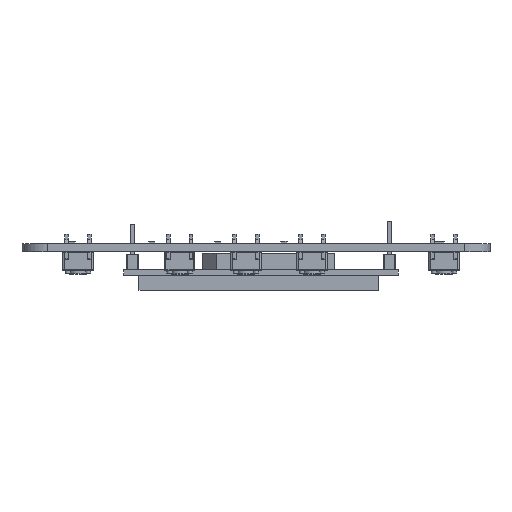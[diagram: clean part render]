
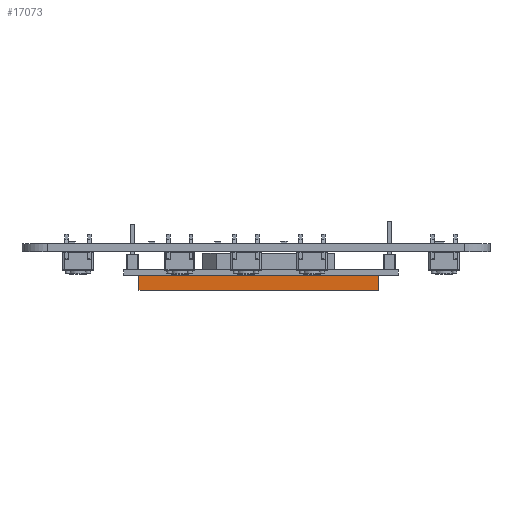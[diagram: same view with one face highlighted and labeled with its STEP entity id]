
A CAD part, left-side view. The second image highlights one B-rep face of the part: STEP entity #17073.
In plain terms, the highlighted face is planar.
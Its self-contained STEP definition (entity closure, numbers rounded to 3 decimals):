
#15936 = VERTEX_POINT('',#15937);
#15937 = CARTESIAN_POINT('',(3.,40.,1.));
#15945 = EDGE_CURVE('',#15946,#15936,#15948,.T.);
#15946 = VERTEX_POINT('',#15947);
#15947 = CARTESIAN_POINT('',(50.,40.,1.));
#15948 = LINE('',#15949,#15950);
#15949 = CARTESIAN_POINT('',(3.,40.,1.));
#15950 = VECTOR('',#15951,1.);
#15951 = DIRECTION('',(-1.,-0.,-0.));
#16800 = VERTEX_POINT('',#16801);
#16801 = CARTESIAN_POINT('',(3.,40.,4.));
#16818 = VERTEX_POINT('',#16819);
#16819 = CARTESIAN_POINT('',(50.,40.,4.));
#16825 = EDGE_CURVE('',#16818,#16800,#16826,.T.);
#16826 = LINE('',#16827,#16828);
#16827 = CARTESIAN_POINT('',(3.,40.,4.));
#16828 = VECTOR('',#16829,1.);
#16829 = DIRECTION('',(-1.,-0.,-0.));
#17029 = EDGE_CURVE('',#16800,#15936,#17030,.T.);
#17030 = LINE('',#17031,#17032);
#17031 = CARTESIAN_POINT('',(3.,40.,4.));
#17032 = VECTOR('',#17033,1.);
#17033 = DIRECTION('',(-0.,-0.,-1.));
#17061 = EDGE_CURVE('',#16818,#15946,#17062,.T.);
#17062 = LINE('',#17063,#17064);
#17063 = CARTESIAN_POINT('',(50.,40.,4.));
#17064 = VECTOR('',#17065,1.);
#17065 = DIRECTION('',(-0.,-0.,-1.));
#17073 = ADVANCED_FACE('',(#17074),#17080,.F.);
#17074 = FACE_BOUND('',#17075,.T.);
#17075 = EDGE_LOOP('',(#17076,#17077,#17078,#17079));
#17076 = ORIENTED_EDGE('',*,*,#15945,.T.);
#17077 = ORIENTED_EDGE('',*,*,#17029,.F.);
#17078 = ORIENTED_EDGE('',*,*,#16825,.F.);
#17079 = ORIENTED_EDGE('',*,*,#17061,.T.);
#17080 = PLANE('',#17081);
#17081 = AXIS2_PLACEMENT_3D('',#17082,#17083,#17084);
#17082 = CARTESIAN_POINT('',(3.,40.,4.));
#17083 = DIRECTION('',(0.,-1.,0.));
#17084 = DIRECTION('',(0.,-0.,-1.));
